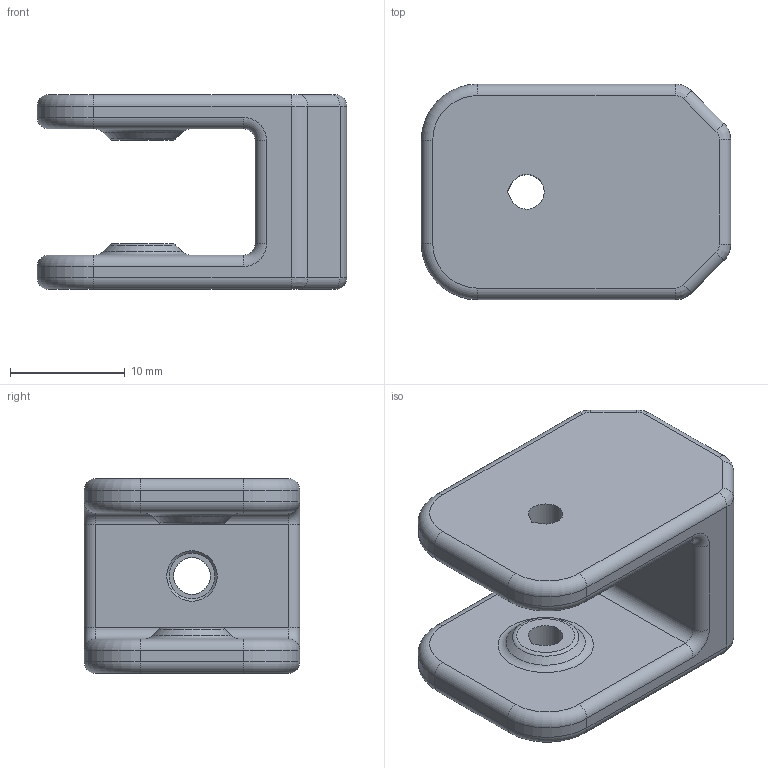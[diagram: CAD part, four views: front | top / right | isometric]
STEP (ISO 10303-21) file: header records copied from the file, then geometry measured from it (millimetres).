
FILE_DESCRIPTION(/* description */ (''),/* implementation_level */ '2;1');
FILE_NAME(/* name */ '2gt-20t-idler-holder.step',/* time_stamp */ '2023-01-14T09:50:53+07:00',/* author */ (''),/* organization */ (''),/* preprocessor_version */ 'ST-DEVELOPER v19.2',/* originating_system */ 'Autodesk Translation Framework v11.17.0.187',/* authorisation */ '');
FILE_SCHEMA (('AUTOMOTIVE_DESIGN { 1 0 10303 214 3 1 1 }'));
Length unit declared in the file: millimetre
Products named in the file (1): 2GT 20T Idler Holder X-Axis
Bounding box: 27 x 18.8 x 17 mm (x, y, z)
Volume: 4226.1 mm3; surface area: 2680.9 mm2
Topology: 1 solids, 1 shells, 81 faces, 186 edges, 110 vertices
Faces by surface type: cylinder 34, plane 19, torus 16, bspline 8, cone 4
Full cylindrical faces by diameter (mm): 3.2 x1, 4 x1
Entity records: 2374 total; most frequent: CARTESIAN_POINT 442, DIRECTION 440, ORIENTED_EDGE 372, EDGE_CURVE 186, AXIS2_PLACEMENT_3D 180, VERTEX_POINT 110, CIRCLE 106, EDGE_LOOP 90
